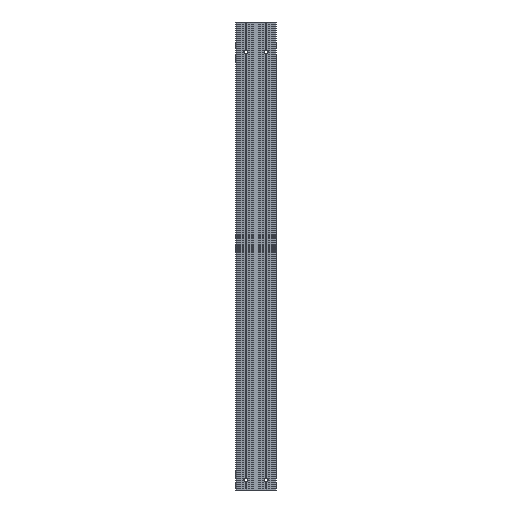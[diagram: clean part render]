
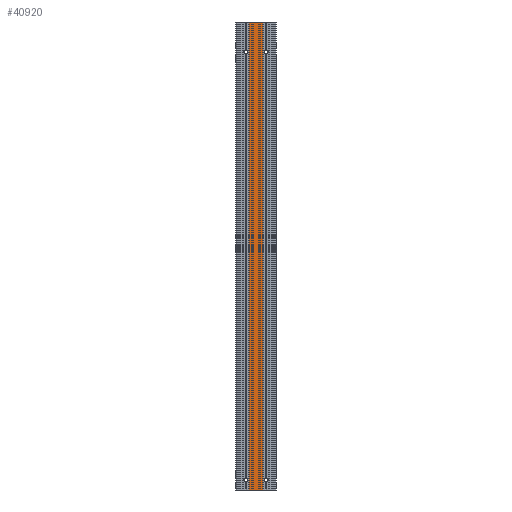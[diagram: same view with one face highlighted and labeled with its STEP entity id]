
A CAD part, left-side view. The second image highlights one B-rep face of the part: STEP entity #40920.
In plain terms, the highlighted planar face has unit normal (-1, 0, 0).
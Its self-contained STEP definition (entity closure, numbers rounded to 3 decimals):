
#1581 = CARTESIAN_POINT ( 'NONE',  ( -15., -4.75, 25. ) ) ;
#2747 = EDGE_CURVE ( 'NONE', #37029, #29750, #16707, .T. ) ;
#4724 = ORIENTED_EDGE ( 'NONE', *, *, #41592, .F. ) ;
#5098 = PLANE ( 'NONE',  #6474 ) ;
#5178 = VERTEX_POINT ( 'NONE', #25327 ) ;
#6257 = VECTOR ( 'NONE', #11004, 1000. ) ;
#6474 = AXIS2_PLACEMENT_3D ( 'NONE', #47755, #32612, #25029 ) ;
#6514 = VECTOR ( 'NONE', #30946, 1000. ) ;
#8371 = EDGE_CURVE ( 'NONE', #29750, #10574, #25635, .T. ) ;
#10574 = VERTEX_POINT ( 'NONE', #27267 ) ;
#11004 = DIRECTION ( 'NONE',  ( 0., 0., 1. ) ) ;
#12735 = CARTESIAN_POINT ( 'NONE',  ( -15., -4.75, -675. ) ) ;
#15440 = EDGE_LOOP ( 'NONE', ( #33589, #4724, #32607, #34063 ) ) ;
#16707 = LINE ( 'NONE', #23566, #25024 ) ;
#20242 = FACE_OUTER_BOUND ( 'NONE', #15440, .T. ) ;
#20288 = LINE ( 'NONE', #1581, #22174 ) ;
#20544 = CARTESIAN_POINT ( 'NONE',  ( -15., -25.25, -675. ) ) ;
#22174 = VECTOR ( 'NONE', #35939, 1000. ) ;
#23566 = CARTESIAN_POINT ( 'NONE',  ( -15., -4.75, -675. ) ) ;
#25024 = VECTOR ( 'NONE', #43483, 1000. ) ;
#25029 = DIRECTION ( 'NONE',  ( 0., 0., 1. ) ) ;
#25327 = CARTESIAN_POINT ( 'NONE',  ( -15., -4.75, 25. ) ) ;
#25401 = CARTESIAN_POINT ( 'NONE',  ( -15., -4.75, -675. ) ) ;
#25635 = LINE ( 'NONE', #41554, #6257 ) ;
#27267 = CARTESIAN_POINT ( 'NONE',  ( -15., -25.25, 25. ) ) ;
#29750 = VERTEX_POINT ( 'NONE', #20544 ) ;
#30946 = DIRECTION ( 'NONE',  ( 0., 0., 1. ) ) ;
#32204 = EDGE_CURVE ( 'NONE', #5178, #10574, #20288, .T. ) ;
#32607 = ORIENTED_EDGE ( 'NONE', *, *, #2747, .T. ) ;
#32612 = DIRECTION ( 'NONE',  ( -1., 0., 0. ) ) ;
#33589 = ORIENTED_EDGE ( 'NONE', *, *, #32204, .F. ) ;
#34063 = ORIENTED_EDGE ( 'NONE', *, *, #8371, .T. ) ;
#35939 = DIRECTION ( 'NONE',  ( 0., -1., 0. ) ) ;
#37029 = VERTEX_POINT ( 'NONE', #25401 ) ;
#40920 = ADVANCED_FACE ( 'NONE', ( #20242 ), #5098, .T. ) ;
#41554 = CARTESIAN_POINT ( 'NONE',  ( -15., -25.25, -675. ) ) ;
#41592 = EDGE_CURVE ( 'NONE', #37029, #5178, #47307, .T. ) ;
#43483 = DIRECTION ( 'NONE',  ( 0., -1., 0. ) ) ;
#47307 = LINE ( 'NONE', #12735, #6514 ) ;
#47755 = CARTESIAN_POINT ( 'NONE',  ( -15., -4.75, -675. ) ) ;
